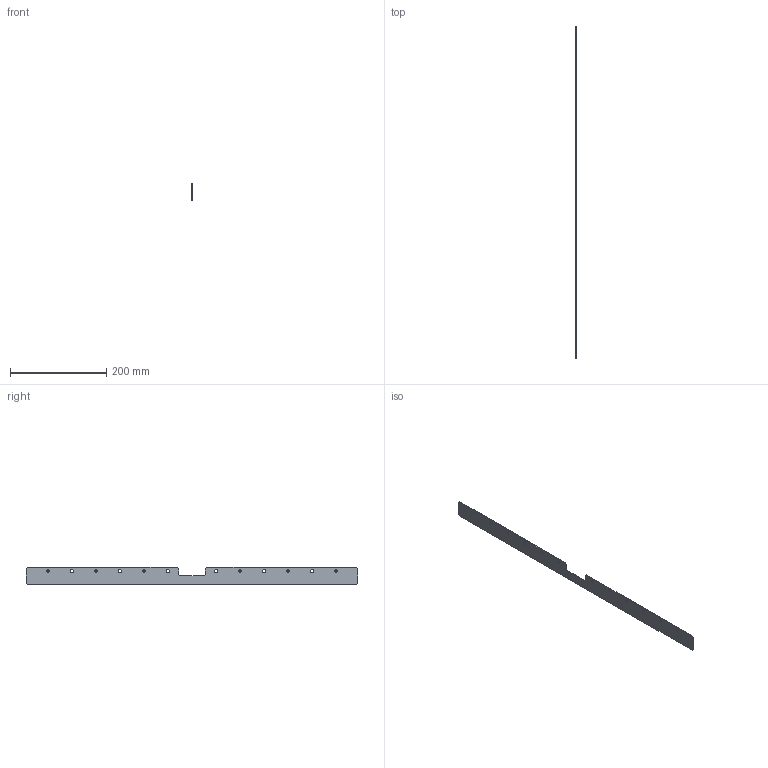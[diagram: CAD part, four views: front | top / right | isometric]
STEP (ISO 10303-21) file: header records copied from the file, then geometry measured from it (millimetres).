
FILE_DESCRIPTION (( 'STEP AP214' ), '1' );
FILE_NAME ('FO-00-BPS1-080 FORMAT Ïëàíêà ñåêö. êîìïåíñàö. òèï 1 (12,5ìì) â øêàô 800 IEK.STEP', '2024-07-03T11:12:45', ( '' ), ( '' ), 'SwSTEP 2.0', 'SolidWorks 2022', '' );
FILE_SCHEMA (( 'AUTOMOTIVE_DESIGN' ));
Length unit declared in the file: millimetre
Products named in the file (1): FO-00-BPS1-080 FORMAT Планка секц. компенсац. тип 1 (12,5мм) в шкаф 800 IEK
Bounding box: 1.5 x 691.5 x 35.5 mm (x, y, z)
Volume: 34877.6 mm3; surface area: 49045.2 mm2
Topology: 1 solids, 1 shells, 42 faces, 120 edges, 80 vertices
Faces by surface type: cylinder 24, plane 18
Entity records: 1474 total; most frequent: DIRECTION 254, CARTESIAN_POINT 243, ORIENTED_EDGE 240, EDGE_CURVE 120, AXIS2_PLACEMENT_3D 91, VERTEX_POINT 80, VECTOR 72, LINE 72
